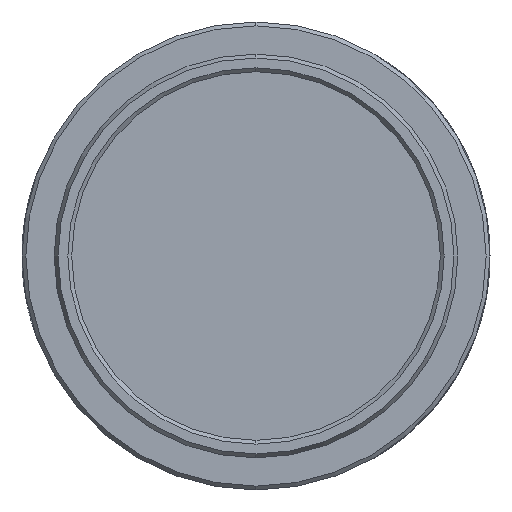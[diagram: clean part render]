
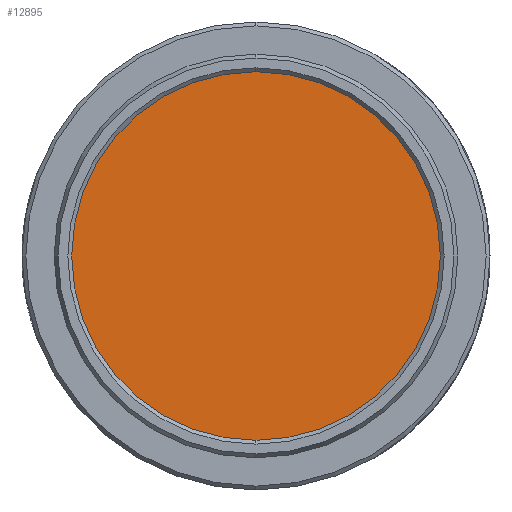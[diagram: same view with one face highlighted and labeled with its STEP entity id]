
A CAD part, left-side view. The second image highlights one B-rep face of the part: STEP entity #12895.
In plain terms, the highlighted planar face has unit normal (-1, 0, 0).
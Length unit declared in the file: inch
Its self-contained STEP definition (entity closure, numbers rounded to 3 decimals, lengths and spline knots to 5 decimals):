
#1887 = CARTESIAN_POINT ( 'NONE',  ( -0.14, 0., 0. ) ) ;
#2625 = EDGE_LOOP ( 'NONE', ( #5083, #6020 ) ) ;
#3073 = DIRECTION ( 'NONE',  ( 0., 0., -1. ) ) ;
#3789 = DIRECTION ( 'NONE',  ( 1., 0., 0. ) ) ;
#4139 = CIRCLE ( 'NONE', #14687, 0.5 ) ;
#4972 = CARTESIAN_POINT ( 'NONE',  ( -0.14, 0., 0.5 ) ) ;
#5028 = VERTEX_POINT ( 'NONE', #11681 ) ;
#5083 = ORIENTED_EDGE ( 'NONE', *, *, #7779, .F. ) ;
#5558 = AXIS2_PLACEMENT_3D ( 'NONE', #14359, #3789, #12094 ) ;
#6020 = ORIENTED_EDGE ( 'NONE', *, *, #10193, .F. ) ;
#6055 = AXIS2_PLACEMENT_3D ( 'NONE', #7074, #15356, #8272 ) ;
#6591 = CIRCLE ( 'NONE', #6055, 0.5 ) ;
#7074 = CARTESIAN_POINT ( 'NONE',  ( -0.14, 0., 0. ) ) ;
#7779 = EDGE_CURVE ( 'NONE', #5028, #14773, #6591, .T. ) ;
#7946 = FACE_OUTER_BOUND ( 'NONE', #2625, .T. ) ;
#8272 = DIRECTION ( 'NONE',  ( 0., 0., -1. ) ) ;
#10185 = DIRECTION ( 'NONE',  ( 1., 0., 0. ) ) ;
#10193 = EDGE_CURVE ( 'NONE', #14773, #5028, #4139, .T. ) ;
#10910 = PLANE ( 'NONE',  #5558 ) ;
#11681 = CARTESIAN_POINT ( 'NONE',  ( -0.14, 0., -0.5 ) ) ;
#12094 = DIRECTION ( 'NONE',  ( 0., 0., -1. ) ) ;
#12895 = ADVANCED_FACE ( 'NONE', ( #7946 ), #10910, .F. ) ;
#14359 = CARTESIAN_POINT ( 'NONE',  ( -0.14, 0., 0. ) ) ;
#14687 = AXIS2_PLACEMENT_3D ( 'NONE', #1887, #10185, #3073 ) ;
#14773 = VERTEX_POINT ( 'NONE', #4972 ) ;
#15356 = DIRECTION ( 'NONE',  ( 1., 0., 0. ) ) ;
